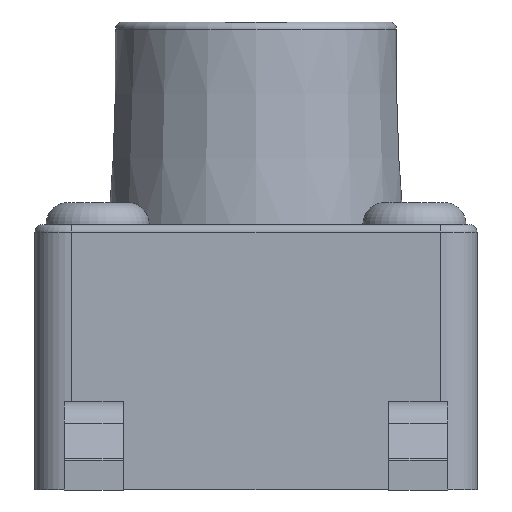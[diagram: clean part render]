
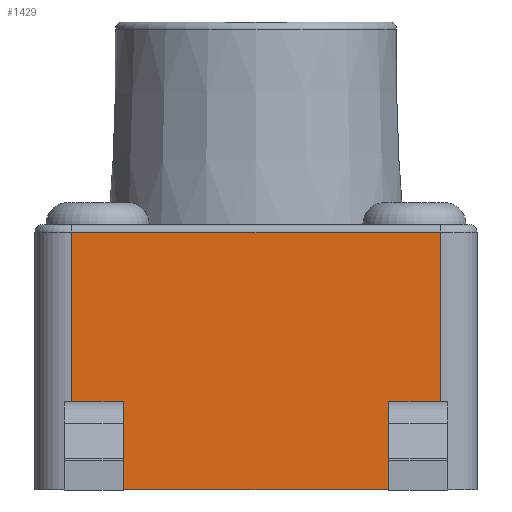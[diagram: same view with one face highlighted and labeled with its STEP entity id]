
A CAD part, left-side view. The second image highlights one B-rep face of the part: STEP entity #1429.
In plain terms, the highlighted planar face has unit normal (-1, 0, 0).
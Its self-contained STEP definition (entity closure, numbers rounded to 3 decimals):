
#40=PLANE('',#1562);
#91=LINE('',#2172,#224);
#94=LINE('',#2188,#227);
#106=LINE('',#2230,#239);
#110=LINE('',#2237,#243);
#224=VECTOR('',#1707,10.);
#227=VECTOR('',#1724,10.);
#239=VECTOR('',#1772,10.);
#243=VECTOR('',#1782,10.);
#398=FACE_OUTER_BOUND('',#488,.T.);
#488=EDGE_LOOP('',(#1061,#1062,#1063,#1064));
#639=VERTEX_POINT('',#2163);
#642=VERTEX_POINT('',#2170);
#643=VERTEX_POINT('',#2175);
#647=VERTEX_POINT('',#2184);
#781=EDGE_CURVE('',#642,#639,#91,.T.);
#789=EDGE_CURVE('',#643,#647,#94,.T.);
#811=EDGE_CURVE('',#639,#643,#106,.T.);
#815=EDGE_CURVE('',#642,#647,#110,.T.);
#1061=ORIENTED_EDGE('',*,*,#781,.F.);
#1062=ORIENTED_EDGE('',*,*,#815,.T.);
#1063=ORIENTED_EDGE('',*,*,#789,.F.);
#1064=ORIENTED_EDGE('',*,*,#811,.F.);
#1429=ADVANCED_FACE('',(#398),#40,.T.);
#1562=AXIS2_PLACEMENT_3D('',#2240,#1787,#1788);
#1707=DIRECTION('',(0.,0.,1.));
#1724=DIRECTION('',(0.,0.,-1.));
#1772=DIRECTION('',(0.,-1.,0.));
#1782=DIRECTION('',(0.,-1.,0.));
#1787=DIRECTION('center_axis',(-1.,0.,0.));
#1788=DIRECTION('ref_axis',(0.,-1.,0.));
#2163=CARTESIAN_POINT('',(-3.,2.5,3.5));
#2170=CARTESIAN_POINT('',(-3.,2.5,0.));
#2172=CARTESIAN_POINT('',(-3.,2.5,0.));
#2175=CARTESIAN_POINT('',(-3.,-2.5,3.5));
#2184=CARTESIAN_POINT('',(-3.,-2.5,0.));
#2188=CARTESIAN_POINT('',(-3.,-2.5,0.));
#2230=CARTESIAN_POINT('',(-3.,1.5,3.5));
#2237=CARTESIAN_POINT('',(-3.,3.,0.));
#2240=CARTESIAN_POINT('Origin',(-3.,3.,0.));
